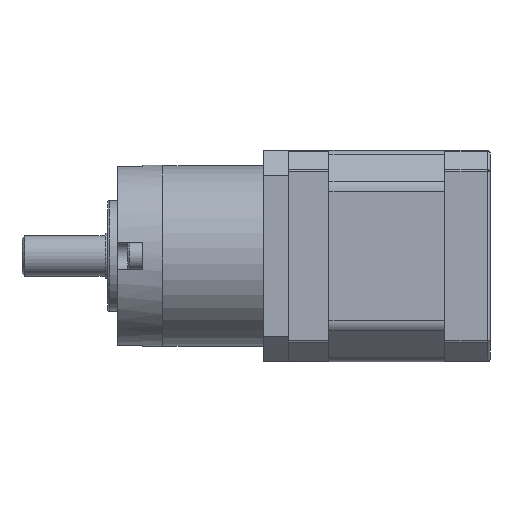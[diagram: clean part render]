
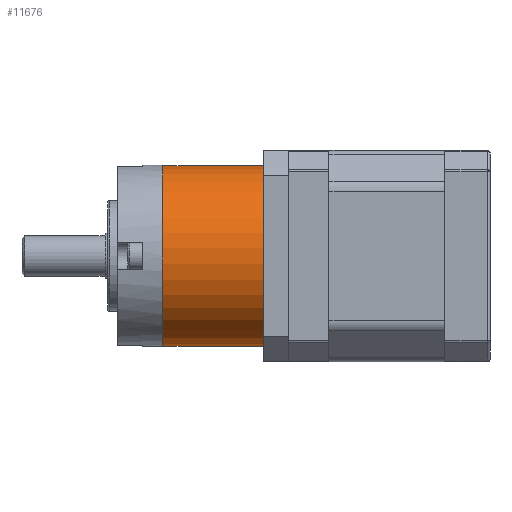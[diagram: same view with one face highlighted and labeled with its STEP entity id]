
A CAD part, left-side view. The second image highlights one B-rep face of the part: STEP entity #11676.
In plain terms, the highlighted cylindrical face has radius 18 mm (diameter 36 mm), a partial arc.
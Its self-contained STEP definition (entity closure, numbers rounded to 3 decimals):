
#995 = EDGE_CURVE ( 'NONE', #21057, #10959, #12339, .T. ) ;
#1433 = AXIS2_PLACEMENT_3D ( 'NONE', #1748, #3915, #9477 ) ;
#1748 = CARTESIAN_POINT ( 'NONE',  ( 0., 0., 20. ) ) ;
#1907 = AXIS2_PLACEMENT_3D ( 'NONE', #19079, #9350, #3904 ) ;
#1994 = DIRECTION ( 'NONE',  ( 1., 0., 0. ) ) ;
#2537 = CARTESIAN_POINT ( 'NONE',  ( -18., 0., 20. ) ) ;
#2902 = EDGE_CURVE ( 'NONE', #10591, #10959, #7274, .T. ) ;
#3904 = DIRECTION ( 'NONE',  ( 1., 0., 0. ) ) ;
#3915 = DIRECTION ( 'NONE',  ( 0., 0., -1. ) ) ;
#5097 = DIRECTION ( 'NONE',  ( 0., 0., -1. ) ) ;
#5189 = ORIENTED_EDGE ( 'NONE', *, *, #2902, .F. ) ;
#5217 = CARTESIAN_POINT ( 'NONE',  ( -18., 0., 20. ) ) ;
#5261 = VERTEX_POINT ( 'NONE', #2537 ) ;
#7274 = LINE ( 'NONE', #8971, #9838 ) ;
#8556 = ORIENTED_EDGE ( 'NONE', *, *, #23548, .T. ) ;
#8971 = CARTESIAN_POINT ( 'NONE',  ( 18., 0., 20. ) ) ;
#9350 = DIRECTION ( 'NONE',  ( 0., 0., 1. ) ) ;
#9477 = DIRECTION ( 'NONE',  ( -1., 0., 0. ) ) ;
#9481 = CARTESIAN_POINT ( 'NONE',  ( 0., 0., 20. ) ) ;
#9486 = CIRCLE ( 'NONE', #18825, 18. ) ;
#9838 = VECTOR ( 'NONE', #18353, 1000. ) ;
#10591 = VERTEX_POINT ( 'NONE', #14627 ) ;
#10959 = VERTEX_POINT ( 'NONE', #12638 ) ;
#11546 = DIRECTION ( 'NONE',  ( 0., 0., 1. ) ) ;
#11676 = ADVANCED_FACE ( 'NONE', ( #18384 ), #17035, .T. ) ;
#12339 = CIRCLE ( 'NONE', #1907, 18. ) ;
#12589 = CARTESIAN_POINT ( 'NONE',  ( -18., 0., 0. ) ) ;
#12638 = CARTESIAN_POINT ( 'NONE',  ( 18., 0., 0. ) ) ;
#12948 = ORIENTED_EDGE ( 'NONE', *, *, #995, .T. ) ;
#13109 = VECTOR ( 'NONE', #5097, 1000. ) ;
#14029 = EDGE_CURVE ( 'NONE', #5261, #10591, #9486, .T. ) ;
#14350 = LINE ( 'NONE', #5217, #13109 ) ;
#14627 = CARTESIAN_POINT ( 'NONE',  ( 18., 0., 20. ) ) ;
#17035 = CYLINDRICAL_SURFACE ( 'NONE', #1433, 18. ) ;
#18353 = DIRECTION ( 'NONE',  ( 0., 0., -1. ) ) ;
#18384 = FACE_OUTER_BOUND ( 'NONE', #23762, .T. ) ;
#18825 = AXIS2_PLACEMENT_3D ( 'NONE', #9481, #11546, #1994 ) ;
#19079 = CARTESIAN_POINT ( 'NONE',  ( 0., 0., 0. ) ) ;
#20319 = ORIENTED_EDGE ( 'NONE', *, *, #14029, .F. ) ;
#21057 = VERTEX_POINT ( 'NONE', #12589 ) ;
#23548 = EDGE_CURVE ( 'NONE', #5261, #21057, #14350, .T. ) ;
#23762 = EDGE_LOOP ( 'NONE', ( #5189, #20319, #8556, #12948 ) ) ;
